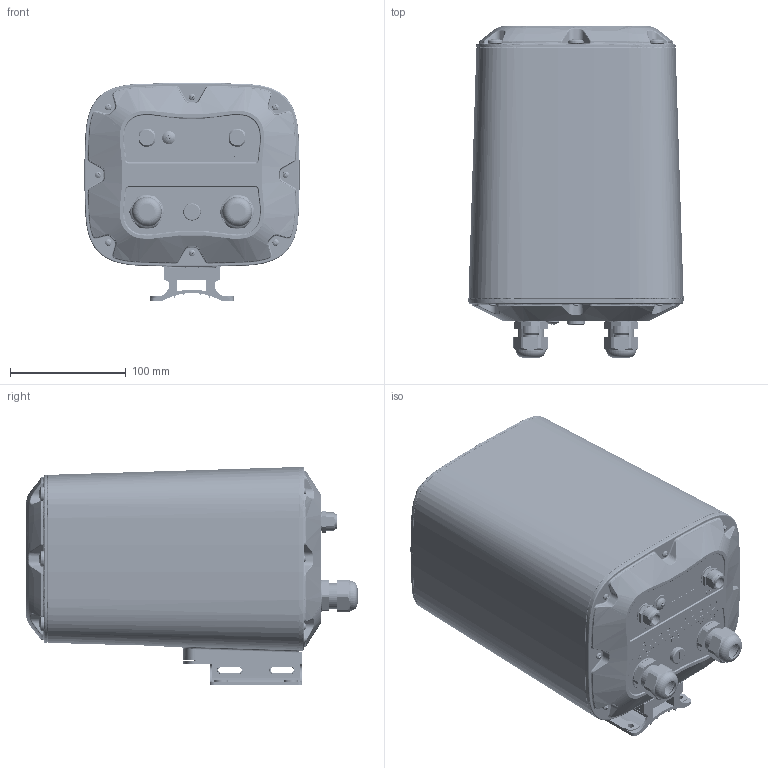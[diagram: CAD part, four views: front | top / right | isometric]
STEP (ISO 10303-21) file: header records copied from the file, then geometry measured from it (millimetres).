
FILE_DESCRIPTION(/* description */ (''),/* implementation_level */ '2;1');
FILE_NAME(/* name */ 'ACCESS2000.stp',/* time_stamp */ '2026-02-10T08:49:42-05:00',/* author */ ('cthayer'),/* organization */ (''),/* preprocessor_version */ 'ST-DEVELOPER v20',/* originating_system */ 'Autodesk Inventor 2025',/* authorisation */ '');
FILE_SCHEMA (('AUTOMOTIVE_DESIGN { 1 0 10303 214 3 1 1 }'));
Length unit declared in the file: millimetre
Products named in the file (21): Cassia Gateway; X2000-10_housing Stp 2025; X2000-10_housing Stp 2025_1; X2000-10_housing Stp 2025_2; X2000-10_housing Stp 2025_3; X2000-10_housing Stp 2025_4; X2000-10_housing Stp 2025_5; X2000-10_housing Stp 2025_6; X2000-10_housing Stp 2025_7; X2000-10_housing Stp 2025_8; X2000-10_housing Stp 2025_9; Cassia_TopCover_Insert; X2000-10_housing Stp 2025_10; BT_CONN; Cassia_CordGrip; BASE2_CONN; COVER2_CONN; PRT0005; 91400A111_Mil. Spec. Phillips Rounded Head Screws; JBP10004; JBP10176
Assembly tree (45 placements, depth 3):
  Cassia Gateway
    X2000-10_housing Stp 2025
    X2000-10_housing Stp 2025_1
    X2000-10_housing Stp 2025_2  x2
    X2000-10_housing Stp 2025_3
    X2000-10_housing Stp 2025_4
    X2000-10_housing Stp 2025_5
    X2000-10_housing Stp 2025_6
    X2000-10_housing Stp 2025_7
    X2000-10_housing Stp 2025_8
    X2000-10_housing Stp 2025_9
    Cassia_TopCover_Insert
    X2000-10_housing Stp 2025_10
    BT_CONN  x2
    Cassia_CordGrip  x2
      BASE2_CONN
      COVER2_CONN
    PRT0005  x8
    91400A111_Mil. Spec. Phillips Rounded Head Screws  x16
    JBP10004
    JBP10176
Bounding box: 185.57 x 285.49 x 188.2 mm (x, y, z)
Volume: 774488.7 mm3; surface area: 656837.3 mm2
Topology: 45 solids, 45 shells, 5230 faces, 14076 edges, 9206 vertices
Faces by surface type: plane 2121, cylinder 1407, bspline 1264, cone 262, torus 133, sphere 43
Full cylindrical faces by diameter (mm): 2 x4, 2.02 x336, 2.1 x8, 2.5 x10, 2.845 x336, 2.997 x8, 3 x8, 3.2 x8, 3.4 x20, 3.5 x4, 3.795 x11, 4 x8, 4.4 x4, 4.5 x16, 4.826 x10, 5 x16, 5.2 x8, 5.25 x1, 5.5 x4, 5.563 x16, 5.75 x1, 6 x6, 6.6 x4, 7.366 x1, 7.4 x8, 7.6 x4, 8.5 x2, 9 x1, 10 x2, 10.5 x1
Entity records: 218171 total; most frequent: CARTESIAN_POINT 127814, ORIENTED_EDGE 20546, DIRECTION 15501, EDGE_CURVE 10273, VERTEX_POINT 6677, LINE 5329, VECTOR 5329, AXIS2_PLACEMENT_3D 5086
